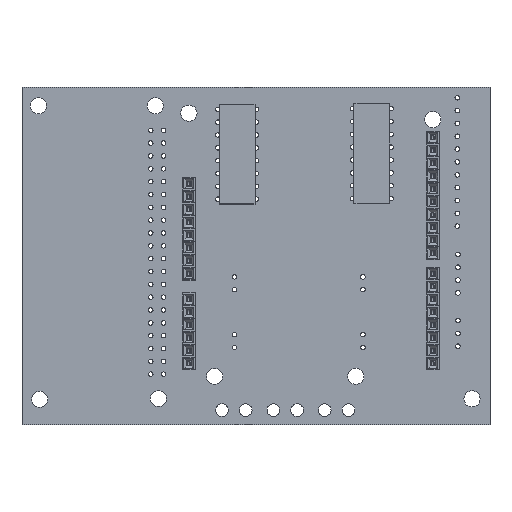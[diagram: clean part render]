
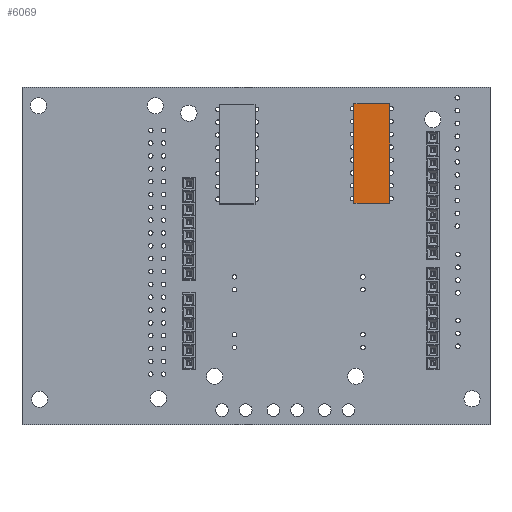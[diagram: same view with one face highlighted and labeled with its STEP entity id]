
A CAD part, top view. The second image highlights one B-rep face of the part: STEP entity #6069.
In plain terms, the highlighted planar face has unit normal (0, 0, 1).
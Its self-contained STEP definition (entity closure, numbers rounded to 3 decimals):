
#5940 = VERTEX_POINT('',#5941);
#5941 = CARTESIAN_POINT('',(-3.549,-9.849,4.959));
#5947 = EDGE_CURVE('',#5940,#5948,#5950,.T.);
#5948 = VERTEX_POINT('',#5949);
#5949 = CARTESIAN_POINT('',(-3.549,9.849,4.959));
#5950 = LINE('',#5951,#5952);
#5951 = CARTESIAN_POINT('',(-3.549,-9.849,4.959));
#5952 = VECTOR('',#5953,1.);
#5953 = DIRECTION('',(0.,1.,0.));
#5978 = EDGE_CURVE('',#5948,#5979,#5981,.T.);
#5979 = VERTEX_POINT('',#5980);
#5980 = CARTESIAN_POINT('',(3.549,9.849,4.959));
#5981 = LINE('',#5982,#5983);
#5982 = CARTESIAN_POINT('',(-3.549,9.849,4.959));
#5983 = VECTOR('',#5984,1.);
#5984 = DIRECTION('',(1.,0.,0.));
#6009 = EDGE_CURVE('',#5979,#6010,#6012,.T.);
#6010 = VERTEX_POINT('',#6011);
#6011 = CARTESIAN_POINT('',(3.549,-9.849,4.959));
#6012 = LINE('',#6013,#6014);
#6013 = CARTESIAN_POINT('',(3.549,9.849,4.959));
#6014 = VECTOR('',#6015,1.);
#6015 = DIRECTION('',(0.,-1.,0.));
#6040 = EDGE_CURVE('',#6010,#5940,#6041,.T.);
#6041 = LINE('',#6042,#6043);
#6042 = CARTESIAN_POINT('',(3.549,-9.849,4.959));
#6043 = VECTOR('',#6044,1.);
#6044 = DIRECTION('',(-1.,0.,0.));
#6069 = ADVANCED_FACE('',(#6070),#6076,.T.);
#6070 = FACE_BOUND('',#6071,.F.);
#6071 = EDGE_LOOP('',(#6072,#6073,#6074,#6075));
#6072 = ORIENTED_EDGE('',*,*,#5947,.T.);
#6073 = ORIENTED_EDGE('',*,*,#5978,.T.);
#6074 = ORIENTED_EDGE('',*,*,#6009,.T.);
#6075 = ORIENTED_EDGE('',*,*,#6040,.T.);
#6076 = PLANE('',#6077);
#6077 = AXIS2_PLACEMENT_3D('',#6078,#6079,#6080);
#6078 = CARTESIAN_POINT('',(-3.549,-9.849,4.959));
#6079 = DIRECTION('',(0.,0.,1.));
#6080 = DIRECTION('',(1.,0.,0.));
